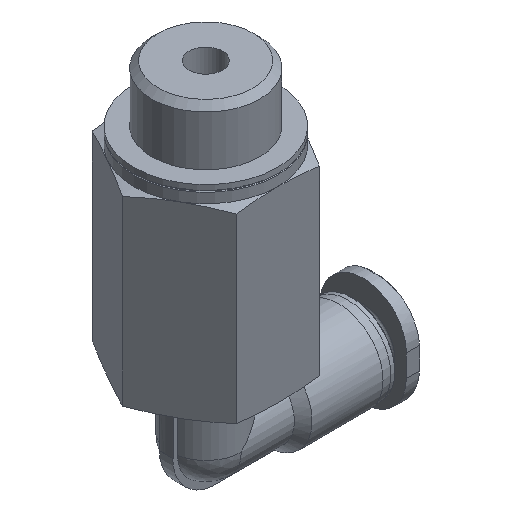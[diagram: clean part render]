
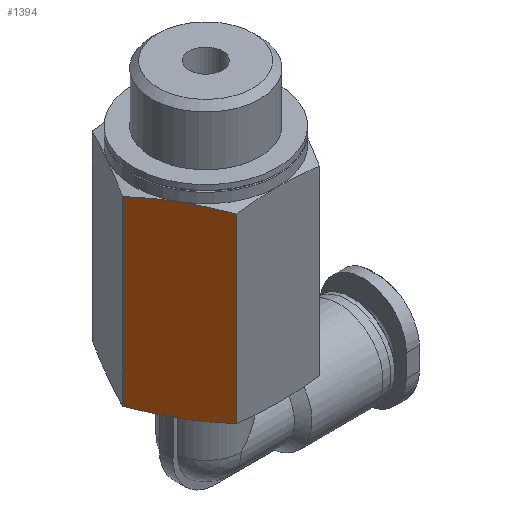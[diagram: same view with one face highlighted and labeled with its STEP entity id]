
A CAD part, isometric view. The second image highlights one B-rep face of the part: STEP entity #1394.
In plain terms, the highlighted planar face has unit normal (-0.866, -0.5, 0).
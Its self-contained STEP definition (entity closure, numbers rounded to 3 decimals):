
#92=B_SPLINE_CURVE_WITH_KNOTS('',3,(#2095,#2096,#2097,#2098),
 .UNSPECIFIED.,.F.,.F.,(4,4),(0.,0.004),
 .UNSPECIFIED.);
#93=B_SPLINE_CURVE_WITH_KNOTS('',3,(#2116,#2117,#2118,#2119),
 .UNSPECIFIED.,.F.,.F.,(4,4),(0.004,0.008),
 .UNSPECIFIED.);
#100=B_SPLINE_CURVE_WITH_KNOTS('',3,(#2175,#2176,#2177,#2178,#2179),
 .UNSPECIFIED.,.F.,.F.,(4,1,4),(0.,0.004,
0.008),.UNSPECIFIED.);
#327=ORIENTED_EDGE('',*,*,#525,.T.);
#328=ORIENTED_EDGE('',*,*,#534,.F.);
#329=ORIENTED_EDGE('',*,*,#532,.F.);
#330=ORIENTED_EDGE('',*,*,#519,.F.);
#331=ORIENTED_EDGE('',*,*,#512,.F.);
#512=EDGE_CURVE('',#624,#623,#92,.T.);
#519=EDGE_CURVE('',#623,#630,#93,.T.);
#525=EDGE_CURVE('',#624,#634,#670,.T.);
#532=EDGE_CURVE('',#630,#638,#674,.T.);
#534=EDGE_CURVE('',#638,#634,#100,.T.);
#623=VERTEX_POINT('',#2089);
#624=VERTEX_POINT('',#2094);
#630=VERTEX_POINT('',#2120);
#634=VERTEX_POINT('',#2140);
#638=VERTEX_POINT('',#2168);
#670=LINE('',#2141,#703);
#674=LINE('',#2167,#707);
#703=VECTOR('',#1732,1000.);
#707=VECTOR('',#1744,1000.);
#767=EDGE_LOOP('',(#327,#328,#329,#330,#331));
#854=FACE_BOUND('',#767,.T.);
#902=PLANE('',#1509);
#1394=ADVANCED_FACE('',(#854),#902,.F.);
#1509=AXIS2_PLACEMENT_3D('',#2174,#1745,#1746);
#1732=DIRECTION('',(0.,0.,-1.));
#1744=DIRECTION('',(0.,0.,-1.));
#1745=DIRECTION('',(0.866,0.5,0.));
#1746=DIRECTION('',(-0.5,0.866,0.));
#2089=CARTESIAN_POINT('',(-5.629,-3.25,22.4));
#2094=CARTESIAN_POINT('',(-7.506,0.,22.131));
#2095=CARTESIAN_POINT('',(-7.506,0.,22.131));
#2096=CARTESIAN_POINT('',(-6.88,-1.083,22.298));
#2097=CARTESIAN_POINT('',(-6.255,-2.167,22.4));
#2098=CARTESIAN_POINT('',(-5.629,-3.25,22.4));
#2116=CARTESIAN_POINT('',(-5.629,-3.25,22.4));
#2117=CARTESIAN_POINT('',(-5.004,-4.333,22.4));
#2118=CARTESIAN_POINT('',(-4.378,-5.417,22.298));
#2119=CARTESIAN_POINT('',(-3.753,-6.5,22.131));
#2120=CARTESIAN_POINT('',(-3.753,-6.5,22.131));
#2140=CARTESIAN_POINT('',(-7.506,0.,5.746));
#2141=CARTESIAN_POINT('',(-7.506,0.,33.2));
#2167=CARTESIAN_POINT('',(-3.753,-6.5,33.2));
#2168=CARTESIAN_POINT('',(-3.753,-6.5,5.746));
#2174=CARTESIAN_POINT('',(-7.506,0.,33.2));
#2175=CARTESIAN_POINT('',(-3.753,-6.5,5.746));
#2176=CARTESIAN_POINT('',(-4.378,-5.417,5.579));
#2177=CARTESIAN_POINT('',(-5.629,-3.25,5.375));
#2178=CARTESIAN_POINT('',(-6.88,-1.083,5.579));
#2179=CARTESIAN_POINT('',(-7.506,0.,5.746));
